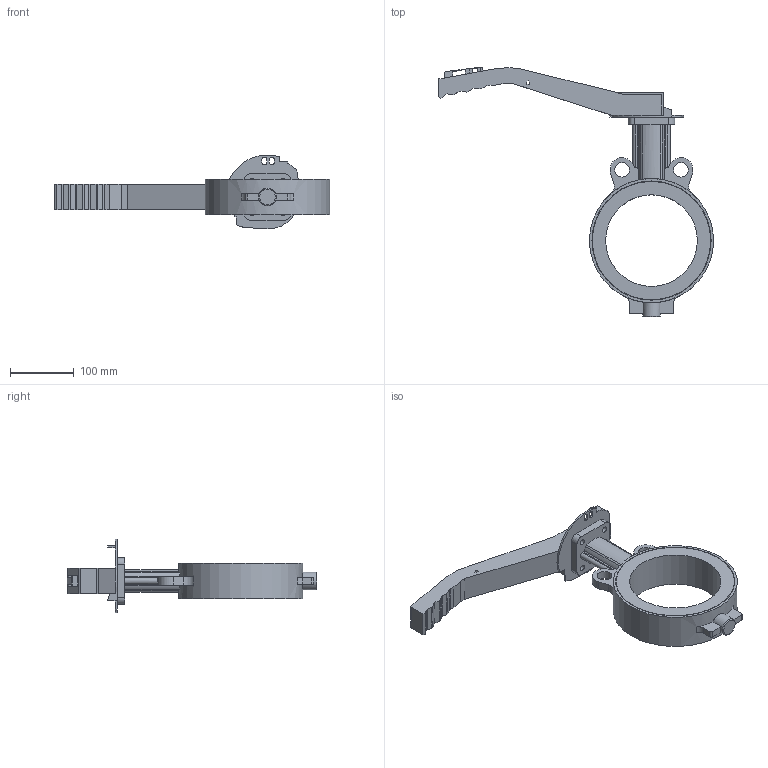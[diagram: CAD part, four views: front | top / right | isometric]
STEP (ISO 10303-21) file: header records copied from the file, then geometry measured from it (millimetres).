
FILE_DESCRIPTION(('FreeCAD Model'),'2;1');
FILE_NAME('dn150.step','2018-09-23T13:39:32',('Author'),( ''),'Open CASCADE STEP processor 7.3','FreeCAD','Unknown');
FILE_SCHEMA(('AUTOMOTIVE_DESIGN { 1 0 10303 214 1 1 1 1 }'));
Length unit declared in the file: millimetre
Products named in the file (1): Isoria16DN150
Bounding box: 432.65 x 392.81 x 116.21 mm (x, y, z)
Volume: 1441086 mm3; surface area: 206828.8 mm2
Topology: 1 solids, 1 shells, 213 faces, 602 edges, 397 vertices
Faces by surface type: plane 151, cylinder 61, torus 1
Full cylindrical faces by diameter (mm): 9 x4, 23 x2, 28 x1, 55 x1, 144 x1, 185.9 x2, 187.3 x2, 195.3 x1
Entity records: 23316 total; most frequent: CARTESIAN_POINT 10178, DIRECTION 2030, LINE 1209, VECTOR 1209, ORIENTED_EDGE 1204, PCURVE 1204, DEFINITIONAL_REPRESENTATION 1204, EDGE_CURVE 602
